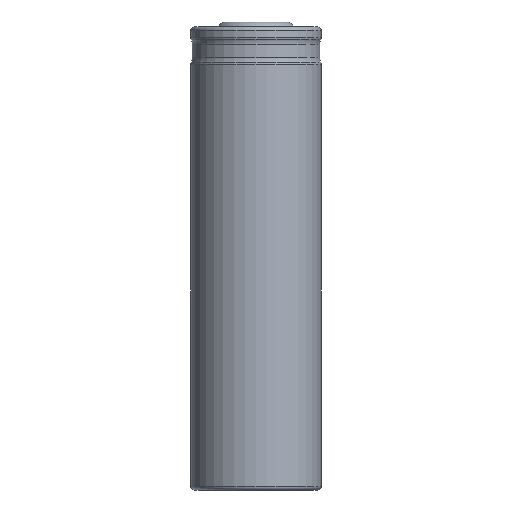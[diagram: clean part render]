
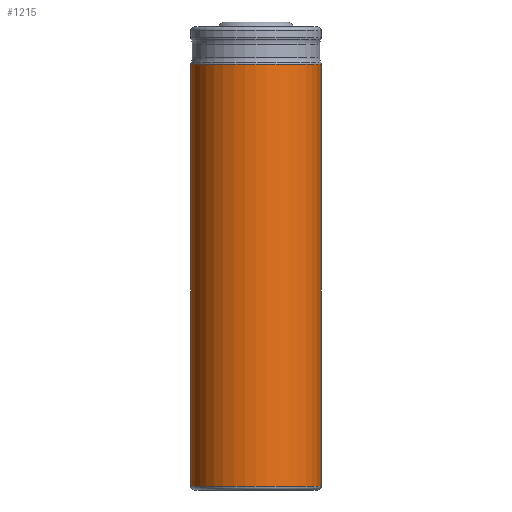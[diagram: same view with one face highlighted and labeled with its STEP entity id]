
A CAD part, front view. The second image highlights one B-rep face of the part: STEP entity #1215.
In plain terms, the highlighted cylindrical face has radius 9.15 mm (diameter 18.3 mm), a full revolution.
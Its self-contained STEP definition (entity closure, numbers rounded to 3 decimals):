
#94=LINE('',#3063,#116);
#116=VECTOR('',#1624,9.15);
#138=CYLINDRICAL_SURFACE('',#1349,9.15);
#210=FACE_OUTER_BOUND('',#293,.T.);
#293=EDGE_LOOP('',(#1070,#1071,#1072,#1073,#1074));
#373=CIRCLE('',#1347,9.15);
#375=CIRCLE('',#1350,9.15);
#376=CIRCLE('',#1351,9.15);
#561=VERTEX_POINT('',#3055);
#562=VERTEX_POINT('',#3059);
#563=VERTEX_POINT('',#3060);
#732=EDGE_CURVE('',#561,#561,#373,.T.);
#734=EDGE_CURVE('',#562,#563,#375,.T.);
#735=EDGE_CURVE('',#563,#562,#376,.T.);
#736=EDGE_CURVE('',#563,#561,#94,.T.);
#1070=ORIENTED_EDGE('',*,*,#734,.F.);
#1071=ORIENTED_EDGE('',*,*,#735,.F.);
#1072=ORIENTED_EDGE('',*,*,#736,.T.);
#1073=ORIENTED_EDGE('',*,*,#732,.F.);
#1074=ORIENTED_EDGE('',*,*,#736,.F.);
#1215=ADVANCED_FACE('',(#210),#138,.T.);
#1347=AXIS2_PLACEMENT_3D('',#3056,#1614,#1615);
#1349=AXIS2_PLACEMENT_3D('',#3058,#1618,#1619);
#1350=AXIS2_PLACEMENT_3D('',#3061,#1620,#1621);
#1351=AXIS2_PLACEMENT_3D('',#3062,#1622,#1623);
#1614=DIRECTION('center_axis',(0.,0.,-1.));
#1615=DIRECTION('ref_axis',(1.,0.,0.));
#1618=DIRECTION('center_axis',(0.,0.,1.));
#1619=DIRECTION('ref_axis',(1.,0.,0.));
#1620=DIRECTION('center_axis',(0.,0.,1.));
#1621=DIRECTION('ref_axis',(-1.,0.,0.));
#1622=DIRECTION('center_axis',(0.,0.,1.));
#1623=DIRECTION('ref_axis',(-1.,0.,0.));
#1624=DIRECTION('',(0.,0.,-1.));
#3055=CARTESIAN_POINT('',(-9.15,0.,0.5));
#3056=CARTESIAN_POINT('Origin',(0.,0.,0.5));
#3058=CARTESIAN_POINT('Origin',(0.,0.,0.));
#3059=CARTESIAN_POINT('',(9.15,0.,59.736));
#3060=CARTESIAN_POINT('',(-9.15,0.,59.736));
#3061=CARTESIAN_POINT('Origin',(0.,0.,59.736));
#3062=CARTESIAN_POINT('Origin',(0.,0.,59.736));
#3063=CARTESIAN_POINT('',(-9.15,0.,0.));
